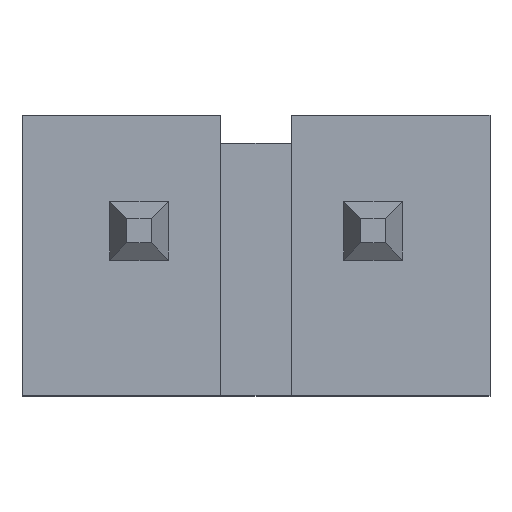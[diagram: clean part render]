
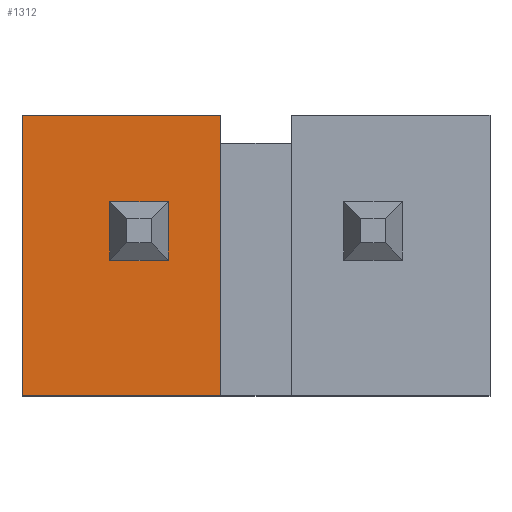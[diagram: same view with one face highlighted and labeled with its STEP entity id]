
A CAD part, top view. The second image highlights one B-rep face of the part: STEP entity #1312.
In plain terms, the highlighted planar face has unit normal (0, 0, 1).
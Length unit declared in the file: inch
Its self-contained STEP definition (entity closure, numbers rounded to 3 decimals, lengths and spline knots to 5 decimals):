
#76=ORIENTED_EDGE('',*,*,#452,.F.);
#77=ORIENTED_EDGE('',*,*,#453,.F.);
#78=ORIENTED_EDGE('',*,*,#454,.F.);
#79=ORIENTED_EDGE('',*,*,#455,.F.);
#80=ORIENTED_EDGE('',*,*,#437,.T.);
#81=ORIENTED_EDGE('',*,*,#456,.F.);
#82=ORIENTED_EDGE('',*,*,#457,.T.);
#83=ORIENTED_EDGE('',*,*,#458,.T.);
#437=EDGE_CURVE('',#626,#624,#745,.T.);
#452=EDGE_CURVE('',#640,#641,#760,.T.);
#453=EDGE_CURVE('',#642,#640,#761,.T.);
#454=EDGE_CURVE('',#643,#642,#762,.T.);
#455=EDGE_CURVE('',#641,#643,#763,.T.);
#456=EDGE_CURVE('',#644,#624,#764,.T.);
#457=EDGE_CURVE('',#644,#645,#765,.T.);
#458=EDGE_CURVE('',#645,#626,#766,.T.);
#624=VERTEX_POINT('',#1879);
#626=VERTEX_POINT('',#1882);
#640=VERTEX_POINT('',#1913);
#641=VERTEX_POINT('',#1914);
#642=VERTEX_POINT('',#1916);
#643=VERTEX_POINT('',#1918);
#644=VERTEX_POINT('',#1921);
#645=VERTEX_POINT('',#1923);
#745=LINE('',#1881,#917);
#760=LINE('',#1912,#932);
#761=LINE('',#1915,#933);
#762=LINE('',#1917,#934);
#763=LINE('',#1919,#935);
#764=LINE('',#1920,#936);
#765=LINE('',#1922,#937);
#766=LINE('',#1924,#938);
#917=VECTOR('',#1521,39.37008);
#932=VECTOR('',#1540,39.37008);
#933=VECTOR('',#1541,39.37008);
#934=VECTOR('',#1542,39.37008);
#935=VECTOR('',#1543,39.37008);
#936=VECTOR('',#1544,39.37008);
#937=VECTOR('',#1545,39.37008);
#938=VECTOR('',#1546,39.37008);
#1090=EDGE_LOOP('',(#76,#77,#78,#79));
#1091=EDGE_LOOP('',(#80,#81,#82,#83));
#1168=FACE_BOUND('',#1090,.T.);
#1169=FACE_BOUND('',#1091,.T.);
#1246=PLANE('',#1425);
#1312=ADVANCED_FACE('',(#1168,#1169),#1246,.T.);
#1425=AXIS2_PLACEMENT_3D('',#1911,#1538,#1539);
#1521=DIRECTION('',(1.,0.,0.));
#1538=DIRECTION('',(0.,0.,1.));
#1539=DIRECTION('',(1.,0.,0.));
#1540=DIRECTION('',(-1.,0.,0.));
#1541=DIRECTION('',(0.,1.,0.));
#1542=DIRECTION('',(1.,0.,0.));
#1543=DIRECTION('',(0.,-1.,0.));
#1544=DIRECTION('',(0.,-1.,0.));
#1545=DIRECTION('',(-1.,0.,0.));
#1546=DIRECTION('',(0.,-1.,0.));
#1879=CARTESIAN_POINT('',(-0.015,-0.06,0.05));
#1881=CARTESIAN_POINT('',(-0.1,-0.06,0.05));
#1882=CARTESIAN_POINT('',(-0.1,-0.06,0.05));
#1911=CARTESIAN_POINT('',(0.,0.,0.05));
#1912=CARTESIAN_POINT('',(-0.03775,0.02225,0.05));
#1913=CARTESIAN_POINT('',(-0.03775,0.02225,0.05));
#1914=CARTESIAN_POINT('',(-0.06225,0.02225,0.05));
#1915=CARTESIAN_POINT('',(-0.03775,-0.00225,0.05));
#1916=CARTESIAN_POINT('',(-0.03775,-0.00225,0.05));
#1917=CARTESIAN_POINT('',(-0.06225,-0.00225,0.05));
#1918=CARTESIAN_POINT('',(-0.06225,-0.00225,0.05));
#1919=CARTESIAN_POINT('',(-0.06225,0.02225,0.05));
#1920=CARTESIAN_POINT('',(-0.015,0.148,0.05));
#1921=CARTESIAN_POINT('',(-0.015,0.06,0.05));
#1922=CARTESIAN_POINT('',(0.1,0.06,0.05));
#1923=CARTESIAN_POINT('',(-0.1,0.06,0.05));
#1924=CARTESIAN_POINT('',(-0.1,0.06,0.05));
